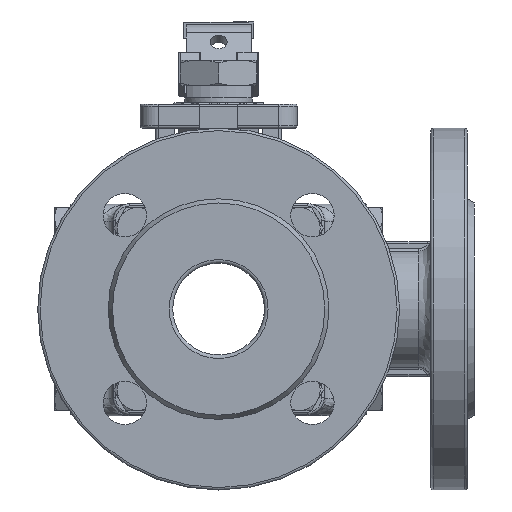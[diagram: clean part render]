
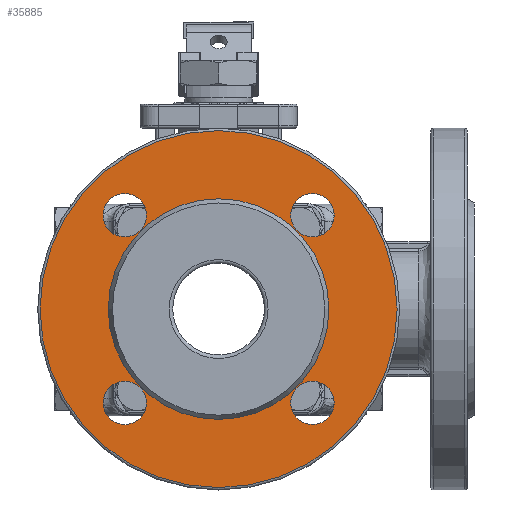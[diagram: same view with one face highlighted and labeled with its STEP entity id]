
A CAD part, left-side view. The second image highlights one B-rep face of the part: STEP entity #35885.
In plain terms, the highlighted planar face has unit normal (-1, 0, 0).
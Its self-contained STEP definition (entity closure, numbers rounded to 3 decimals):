
#35779=CARTESIAN_POINT('',(-103.,0.,-74.));
#35780=VERTEX_POINT('',#35779);
#35781=CARTESIAN_POINT('',(-103.0,0.,0.));
#35782=DIRECTION('',(1.0,0.0,0.0));
#35783=DIRECTION('',(0.0,0.0,1.0));
#35784=AXIS2_PLACEMENT_3D('',#35781,#35782,#35783);
#35785=CIRCLE('',#35784,74.0);
#35786=EDGE_CURVE('',#35780,#35780,#35785,.T.);
#35822=CARTESIAN_POINT('',(-103.,0.,-60.366));
#35823=DIRECTION('',(-1.0,0.0,0.0));
#35824=DIRECTION('',(0.0,1.0,0.0));
#35825=AXIS2_PLACEMENT_3D('',#35822,#35823,#35824);
#35826=PLANE('',#35825);
#35827=ORIENTED_EDGE('',*,*,#35786,.F.);
#35828=EDGE_LOOP('',(#35827));
#35829=FACE_OUTER_BOUND('',#35828,.T.);
#35830=CARTESIAN_POINT('',(-103.,0.,-45.732));
#35831=VERTEX_POINT('',#35830);
#35832=CARTESIAN_POINT('',(-103.0,0.,0.));
#35833=DIRECTION('',(1.0,0.0,0.0));
#35834=DIRECTION('',(0.0,0.0,-1.0));
#35835=AXIS2_PLACEMENT_3D('',#35832,#35833,#35834);
#35836=CIRCLE('',#35835,45.732);
#35837=EDGE_CURVE('',#35831,#35831,#35836,.T.);
#35838=ORIENTED_EDGE('',*,*,#35837,.T.);
#35839=EDGE_LOOP('',(#35838));
#35840=FACE_BOUND('',#35839,.T.);
#35841=CARTESIAN_POINT('',(-103.,-47.891,-38.891));
#35842=VERTEX_POINT('',#35841);
#35843=CARTESIAN_POINT('',(-103.,-38.891,-38.891));
#35844=DIRECTION('',(1.0,0.0,0.0));
#35845=DIRECTION('',(0.0,1.0,0.0));
#35846=AXIS2_PLACEMENT_3D('',#35843,#35844,#35845);
#35847=CIRCLE('',#35846,9.0);
#35848=EDGE_CURVE('',#35842,#35842,#35847,.T.);
#35849=ORIENTED_EDGE('',*,*,#35848,.T.);
#35850=EDGE_LOOP('',(#35849));
#35851=FACE_BOUND('',#35850,.T.);
#35852=CARTESIAN_POINT('',(-103.,29.891,-38.891));
#35853=VERTEX_POINT('',#35852);
#35854=CARTESIAN_POINT('',(-103.,38.891,-38.891));
#35855=DIRECTION('',(1.0,0.0,0.0));
#35856=DIRECTION('',(0.0,1.0,0.0));
#35857=AXIS2_PLACEMENT_3D('',#35854,#35855,#35856);
#35858=CIRCLE('',#35857,9.0);
#35859=EDGE_CURVE('',#35853,#35853,#35858,.T.);
#35860=ORIENTED_EDGE('',*,*,#35859,.T.);
#35861=EDGE_LOOP('',(#35860));
#35862=FACE_BOUND('',#35861,.T.);
#35863=CARTESIAN_POINT('',(-103.,29.891,38.891));
#35864=VERTEX_POINT('',#35863);
#35865=CARTESIAN_POINT('',(-103.,38.891,38.891));
#35866=DIRECTION('',(1.0,0.0,0.0));
#35867=DIRECTION('',(0.0,1.0,0.0));
#35868=AXIS2_PLACEMENT_3D('',#35865,#35866,#35867);
#35869=CIRCLE('',#35868,9.0);
#35870=EDGE_CURVE('',#35864,#35864,#35869,.T.);
#35871=ORIENTED_EDGE('',*,*,#35870,.T.);
#35872=EDGE_LOOP('',(#35871));
#35873=FACE_BOUND('',#35872,.T.);
#35874=CARTESIAN_POINT('',(-103.,-47.891,38.891));
#35875=VERTEX_POINT('',#35874);
#35876=CARTESIAN_POINT('',(-103.,-38.891,38.891));
#35877=DIRECTION('',(1.0,0.0,0.0));
#35878=DIRECTION('',(0.0,1.0,0.0));
#35879=AXIS2_PLACEMENT_3D('',#35876,#35877,#35878);
#35880=CIRCLE('',#35879,9.0);
#35881=EDGE_CURVE('',#35875,#35875,#35880,.T.);
#35882=ORIENTED_EDGE('',*,*,#35881,.T.);
#35883=EDGE_LOOP('',(#35882));
#35884=FACE_BOUND('',#35883,.T.);
#35885=ADVANCED_FACE('',(#35829,#35840,#35851,#35862,#35873,#35884),#35826,.T.);
